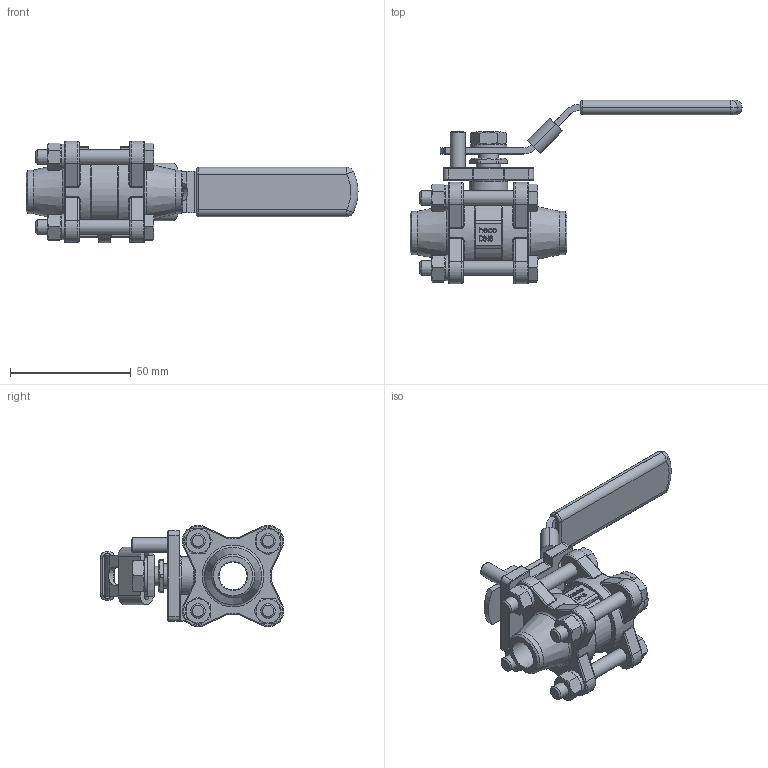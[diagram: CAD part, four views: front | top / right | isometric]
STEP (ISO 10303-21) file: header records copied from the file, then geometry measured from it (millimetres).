
FILE_DESCRIPTION (( 'STEP AP214' ), '1' );
FILE_NAME ('K3-014-000-4 Kugelhahn heco.STEP', '2013-08-08T13:45:17', ( 'test' ), ( '' ), 'SwSTEP 2.0', 'SolidWorks 2011', '' );
FILE_SCHEMA (( 'AUTOMOTIVE_DESIGN' ));
Length unit declared in the file: millimetre
Products named in the file (1): K3-014-000-4 Kugelhahn heco
Bounding box: 137.5 x 75.97 x 41.96 mm (x, y, z)
Volume: 63988.2 mm3; surface area: 28460.2 mm2
Topology: 1 solids, 1 shells, 913 faces, 2229 edges, 1373 vertices
Faces by surface type: plane 330, bspline 196, cylinder 190, cone 101, torus 84, sphere 12
Full cylindrical faces by diameter (mm): 4.8 x4, 6 x8, 6.1 x1, 6.6 x8, 7 x1, 8 x2, 10 x1, 10.5 x4, 11.6 x1, 12 x2, 15 x1, 18 x2, 32 x2
Entity records: 47395 total; most frequent: CARTESIAN_POINT 17654, ORIENTED_EDGE 4268, DIRECTION 3592, EDGE_CURVE 2134, VERTEX_POINT 1349, AXIS2_PLACEMENT_3D 1323, EDGE_LOOP 1063, FACE_OUTER_BOUND 953
